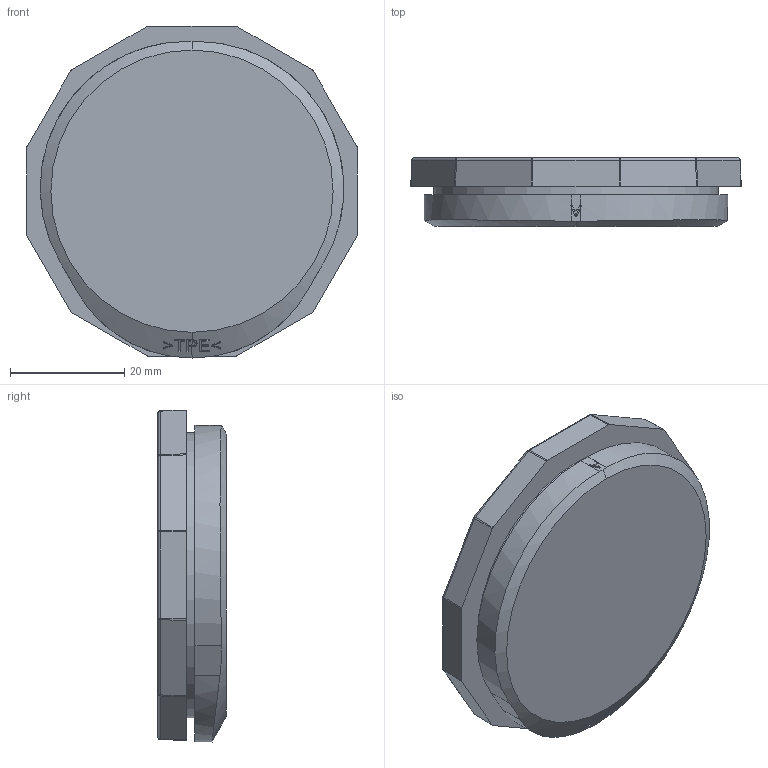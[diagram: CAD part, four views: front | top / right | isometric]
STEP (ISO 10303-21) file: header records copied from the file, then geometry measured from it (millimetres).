
FILE_DESCRIPTION(/* description */ (''),/* implementation_level */ '2;1');
FILE_NAME(/* name */ '28833_6_KES-E-R50_18-A.stp',/* time_stamp */ '2020-04-09T12:31:24+02:00',/* author */ (''),/* organization */ (''),/* preprocessor_version */ 'ST-DEVELOPER v16.7',/* originating_system */ 'SIEMENS PLM Software NX 12.0',/* authorisation */ '');
FILE_SCHEMA (('AUTOMOTIVE_DESIGN { 1 0 10303 214 3 1 1 1 }'));
Length unit declared in the file: millimetre
Products named in the file (1): 28833_6_KES-E-R50_18-A
Bounding box: 57.93 x 12.04 x 58.21 mm (x, y, z)
Volume: 28492.5 mm3; surface area: 8015.4 mm2
Topology: 1 solids, 1 shells, 733 faces, 1944 edges, 1174 vertices
Faces by surface type: plane 376, bspline 121, sphere 96, torus 54, revolution 36, cylinder 28, extrusion 12, cone 10
Full cylindrical faces by diameter (mm): 50 x1
Entity records: 29419 total; most frequent: CARTESIAN_POINT 12528, ORIENTED_EDGE 3694, DIRECTION 3164, EDGE_CURVE 1847, VERTEX_POINT 1174, AXIS2_PLACEMENT_3D 1061, VECTOR 1006, LINE 994
